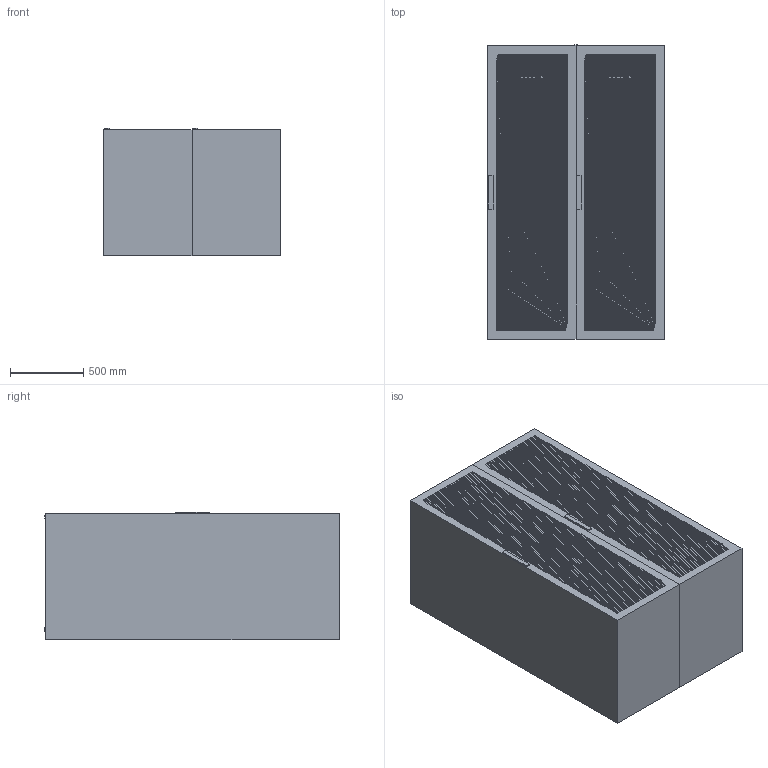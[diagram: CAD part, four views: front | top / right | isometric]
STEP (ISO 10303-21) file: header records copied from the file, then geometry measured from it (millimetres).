
FILE_DESCRIPTION (( 'STEP AP203' ), '1' );
FILE_NAME ('MPOM-F-400.STEP', '2023-10-13T08:25:47', ( '' ), ( '' ), 'SwSTEP 2.0', 'SolidWorks 2022', '' );
FILE_SCHEMA (( 'CONFIG_CONTROL_DESIGN' ));
Length unit declared in the file: millimetre
Products named in the file (3): MPOM-F-400 1 секция; MPOM-F-400; MPOM-F-400 2 секция
Assembly tree (2 placements, depth 2):
  MPOM-F-400
    MPOM-F-400 1 секция
    MPOM-F-400 2 секция
Bounding box: 1200 x 2006 x 870 mm (x, y, z)
Volume: 2064102695.4 mm3; surface area: 13851339.8 mm2
Topology: 2 solids, 2 shells, 1336 faces, 3486 edges, 2254 vertices
Faces by surface type: plane 1320, bspline 16
Entity records: 40363 total; most frequent: CARTESIAN_POINT 7289, ORIENTED_EDGE 6972, DIRECTION 6104, EDGE_CURVE 3486, LINE 3454, VECTOR 3454, VERTEX_POINT 2254, EDGE_LOOP 1536
